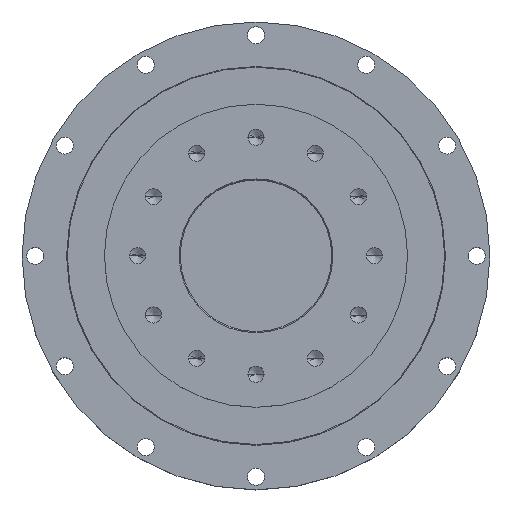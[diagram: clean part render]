
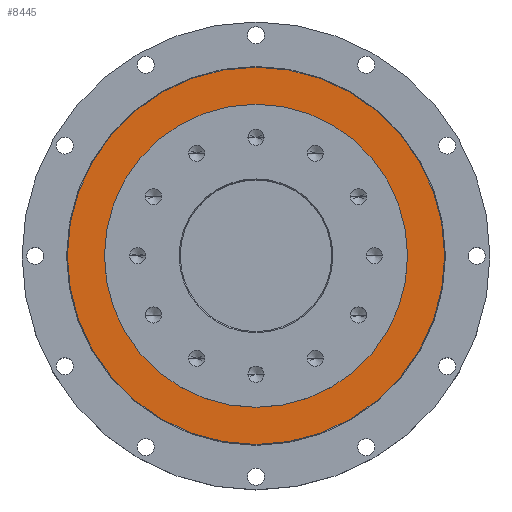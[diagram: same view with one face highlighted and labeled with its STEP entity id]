
A CAD part, top view. The second image highlights one B-rep face of the part: STEP entity #8445.
In plain terms, the highlighted planar face has unit normal (0, 0, 1).
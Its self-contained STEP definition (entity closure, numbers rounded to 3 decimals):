
#15 = CARTESIAN_POINT ( 'NONE',  ( -99.6, 0., -8. ) ) ;
#289 = CIRCLE ( 'NONE', #5163, 80. ) ;
#523 = CARTESIAN_POINT ( 'NONE',  ( 0., 0., -8. ) ) ;
#865 = PLANE ( 'NONE',  #4847 ) ;
#898 = DIRECTION ( 'NONE',  ( -1., 0., 0. ) ) ;
#969 = CARTESIAN_POINT ( 'NONE',  ( 80., 0., -8. ) ) ;
#1076 = CARTESIAN_POINT ( 'NONE',  ( 0., 0., -8. ) ) ;
#1413 = DIRECTION ( 'NONE',  ( 1., 0., 0. ) ) ;
#1944 = ORIENTED_EDGE ( 'NONE', *, *, #2894, .T. ) ;
#1960 = DIRECTION ( 'NONE',  ( 1., 0., 0. ) ) ;
#2181 = DIRECTION ( 'NONE',  ( 1., 0., 0. ) ) ;
#2218 = DIRECTION ( 'NONE',  ( 0., 0., 1. ) ) ;
#2260 = CARTESIAN_POINT ( 'NONE',  ( 0., 0., -8. ) ) ;
#2369 = ORIENTED_EDGE ( 'NONE', *, *, #9198, .F. ) ;
#2406 = FACE_OUTER_BOUND ( 'NONE', #6105, .T. ) ;
#2894 = EDGE_CURVE ( 'NONE', #6413, #9234, #10072, .T. ) ;
#3043 = EDGE_CURVE ( 'NONE', #10031, #5971, #289, .T. ) ;
#3299 = CIRCLE ( 'NONE', #5249, 99.6 ) ;
#3653 = AXIS2_PLACEMENT_3D ( 'NONE', #523, #6746, #1413 ) ;
#3696 = EDGE_CURVE ( 'NONE', #9234, #6413, #3299, .T. ) ;
#3780 = ORIENTED_EDGE ( 'NONE', *, *, #3696, .T. ) ;
#4095 = CARTESIAN_POINT ( 'NONE',  ( 99.6, 0., -8. ) ) ;
#4763 = AXIS2_PLACEMENT_3D ( 'NONE', #2260, #2218, #2181 ) ;
#4787 = FACE_BOUND ( 'NONE', #9753, .T. ) ;
#4847 = AXIS2_PLACEMENT_3D ( 'NONE', #10576, #6232, #898 ) ;
#5163 = AXIS2_PLACEMENT_3D ( 'NONE', #11246, #11207, #11027 ) ;
#5249 = AXIS2_PLACEMENT_3D ( 'NONE', #1076, #7272, #1960 ) ;
#5346 = ORIENTED_EDGE ( 'NONE', *, *, #3043, .F. ) ;
#5594 = CIRCLE ( 'NONE', #3653, 80. ) ;
#5971 = VERTEX_POINT ( 'NONE', #969 ) ;
#6105 = EDGE_LOOP ( 'NONE', ( #3780, #1944 ) ) ;
#6232 = DIRECTION ( 'NONE',  ( 0., 0., -1. ) ) ;
#6413 = VERTEX_POINT ( 'NONE', #15 ) ;
#6746 = DIRECTION ( 'NONE',  ( 0., 0., 1. ) ) ;
#7272 = DIRECTION ( 'NONE',  ( 0., 0., 1. ) ) ;
#7606 = CARTESIAN_POINT ( 'NONE',  ( -80., 0., -8. ) ) ;
#8445 = ADVANCED_FACE ( 'NONE', ( #4787, #2406 ), #865, .F. ) ;
#9198 = EDGE_CURVE ( 'NONE', #5971, #10031, #5594, .T. ) ;
#9234 = VERTEX_POINT ( 'NONE', #4095 ) ;
#9753 = EDGE_LOOP ( 'NONE', ( #2369, #5346 ) ) ;
#10031 = VERTEX_POINT ( 'NONE', #7606 ) ;
#10072 = CIRCLE ( 'NONE', #4763, 99.6 ) ;
#10576 = CARTESIAN_POINT ( 'NONE',  ( 0., 0., -8. ) ) ;
#11027 = DIRECTION ( 'NONE',  ( 1., 0., 0. ) ) ;
#11207 = DIRECTION ( 'NONE',  ( 0., 0., 1. ) ) ;
#11246 = CARTESIAN_POINT ( 'NONE',  ( 0., 0., -8. ) ) ;
